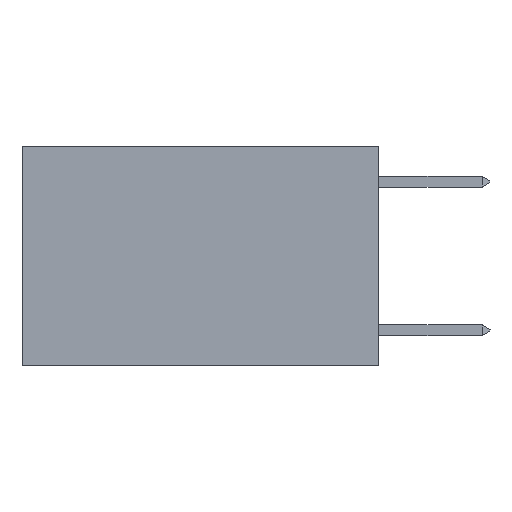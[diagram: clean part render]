
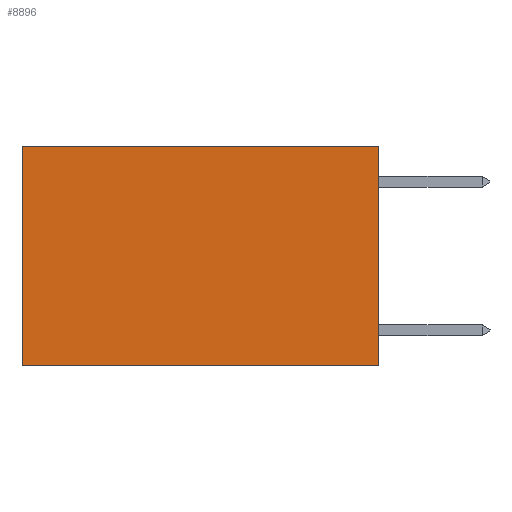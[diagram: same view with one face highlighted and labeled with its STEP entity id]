
A CAD part, left-side view. The second image highlights one B-rep face of the part: STEP entity #8896.
In plain terms, the highlighted planar face has unit normal (-1, 0, 0).
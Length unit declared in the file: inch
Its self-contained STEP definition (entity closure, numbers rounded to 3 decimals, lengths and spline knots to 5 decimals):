
#276 = PLANE ( 'NONE',  #15406 ) ;
#1173 = EDGE_CURVE ( 'NONE', #8659, #26863, #19562, .T. ) ;
#2786 = CARTESIAN_POINT ( 'NONE',  ( 0.2625, 0., 0. ) ) ;
#2955 = LINE ( 'NONE', #24333, #7897 ) ;
#3242 = EDGE_CURVE ( 'NONE', #9753, #11152, #2955, .T. ) ;
#4148 = DIRECTION ( 'NONE',  ( 0., 1., 0. ) ) ;
#4376 = CARTESIAN_POINT ( 'NONE',  ( 0.2625, 0., 0. ) ) ;
#4464 = DIRECTION ( 'NONE',  ( 0., 0., -1. ) ) ;
#4616 = DIRECTION ( 'NONE',  ( 0., 1., 0. ) ) ;
#4895 = DIRECTION ( 'NONE',  ( 0., 0., -1. ) ) ;
#5091 = FACE_OUTER_BOUND ( 'NONE', #22894, .T. ) ;
#6991 = ORIENTED_EDGE ( 'NONE', *, *, #10204, .F. ) ;
#7040 = CARTESIAN_POINT ( 'NONE',  ( 0.2625, 0., -0.37 ) ) ;
#7463 = DIRECTION ( 'NONE',  ( 0., 0., -1. ) ) ;
#7897 = VECTOR ( 'NONE', #7463, 39.37008 ) ;
#8347 = LINE ( 'NONE', #16775, #24525 ) ;
#8659 = VERTEX_POINT ( 'NONE', #16371 ) ;
#8896 = ADVANCED_FACE ( 'NONE', ( #5091 ), #276, .F. ) ;
#9753 = VERTEX_POINT ( 'NONE', #2786 ) ;
#10204 = EDGE_CURVE ( 'NONE', #11152, #26863, #8347, .T. ) ;
#11152 = VERTEX_POINT ( 'NONE', #7040 ) ;
#13906 = VECTOR ( 'NONE', #4895, 39.37008 ) ;
#14764 = ORIENTED_EDGE ( 'NONE', *, *, #1173, .T. ) ;
#14887 = CARTESIAN_POINT ( 'NONE',  ( 0.2625, 0.6, 0. ) ) ;
#15406 = AXIS2_PLACEMENT_3D ( 'NONE', #4376, #17113, #4464 ) ;
#16371 = CARTESIAN_POINT ( 'NONE',  ( 0.2625, 0.6, 0. ) ) ;
#16723 = EDGE_CURVE ( 'NONE', #9753, #8659, #23947, .T. ) ;
#16775 = CARTESIAN_POINT ( 'NONE',  ( 0.2625, 0., -0.37 ) ) ;
#17113 = DIRECTION ( 'NONE',  ( 1., 0., 0. ) ) ;
#17890 = ORIENTED_EDGE ( 'NONE', *, *, #16723, .T. ) ;
#18346 = VECTOR ( 'NONE', #4616, 39.37008 ) ;
#19392 = CARTESIAN_POINT ( 'NONE',  ( 0.2625, 0., 0. ) ) ;
#19562 = LINE ( 'NONE', #14887, #13906 ) ;
#21559 = ORIENTED_EDGE ( 'NONE', *, *, #3242, .F. ) ;
#22648 = CARTESIAN_POINT ( 'NONE',  ( 0.2625, 0.6, -0.37 ) ) ;
#22894 = EDGE_LOOP ( 'NONE', ( #14764, #6991, #21559, #17890 ) ) ;
#23947 = LINE ( 'NONE', #19392, #18346 ) ;
#24333 = CARTESIAN_POINT ( 'NONE',  ( 0.2625, 0., 0. ) ) ;
#24525 = VECTOR ( 'NONE', #4148, 39.37008 ) ;
#26863 = VERTEX_POINT ( 'NONE', #22648 ) ;
